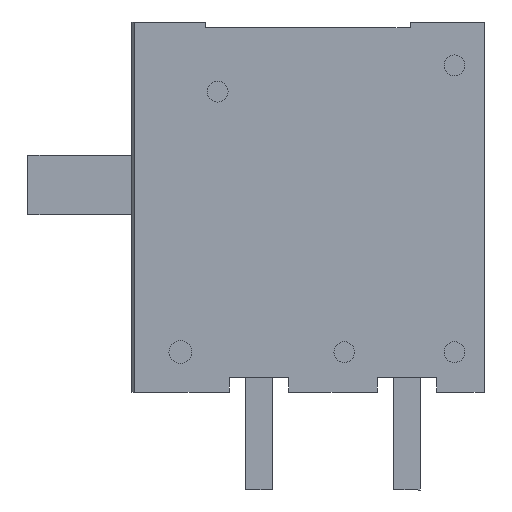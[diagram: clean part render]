
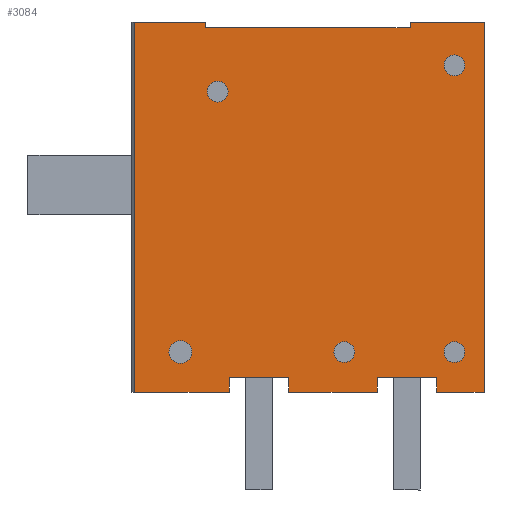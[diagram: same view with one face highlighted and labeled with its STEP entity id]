
A CAD part, front view. The second image highlights one B-rep face of the part: STEP entity #3084.
In plain terms, the highlighted planar face has unit normal (0, -1, 0).
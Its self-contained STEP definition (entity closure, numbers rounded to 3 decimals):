
#78=FACE_BOUND('',#1090,.T.);
#79=FACE_BOUND('',#1091,.T.);
#80=FACE_BOUND('',#1092,.T.);
#81=FACE_BOUND('',#1093,.T.);
#82=FACE_BOUND('',#1094,.T.);
#302=LINE('',#4864,#606);
#310=LINE('',#4889,#614);
#365=LINE('',#5058,#669);
#368=LINE('',#5063,#672);
#370=LINE('',#5067,#674);
#372=LINE('',#5071,#676);
#374=LINE('',#5075,#678);
#376=LINE('',#5079,#680);
#378=LINE('',#5083,#682);
#380=LINE('',#5087,#684);
#382=LINE('',#5090,#686);
#384=LINE('',#5094,#688);
#385=LINE('',#5097,#689);
#387=LINE('',#5101,#691);
#389=LINE('',#5105,#693);
#391=LINE('',#5108,#695);
#606=VECTOR('',#3936,10.);
#614=VECTOR('',#3956,10.);
#669=VECTOR('',#4131,10.);
#672=VECTOR('',#4136,10.);
#674=VECTOR('',#4140,10.);
#676=VECTOR('',#4144,10.);
#678=VECTOR('',#4148,10.);
#680=VECTOR('',#4152,10.);
#682=VECTOR('',#4156,10.);
#684=VECTOR('',#4160,10.);
#686=VECTOR('',#4164,10.);
#688=VECTOR('',#4168,10.);
#689=VECTOR('',#4171,10.);
#691=VECTOR('',#4175,10.);
#693=VECTOR('',#4179,10.);
#695=VECTOR('',#4183,10.);
#884=FACE_OUTER_BOUND('',#1089,.T.);
#1089=EDGE_LOOP('',(#2655,#2656,#2657,#2658,#2659,#2660,#2661,#2662,#2663,
#2664,#2665,#2666,#2667,#2668,#2669,#2670));
#1090=EDGE_LOOP('',(#2671,#2672));
#1091=EDGE_LOOP('',(#2673,#2674));
#1092=EDGE_LOOP('',(#2675,#2676));
#1093=EDGE_LOOP('',(#2677,#2678));
#1094=EDGE_LOOP('',(#2679,#2680));
#1173=CIRCLE('',#3302,0.35);
#1174=CIRCLE('',#3303,0.35);
#1177=CIRCLE('',#3308,0.35);
#1178=CIRCLE('',#3309,0.35);
#1181=CIRCLE('',#3314,0.35);
#1182=CIRCLE('',#3315,0.35);
#1185=CIRCLE('',#3320,0.386);
#1186=CIRCLE('',#3321,0.386);
#1189=CIRCLE('',#3326,0.35);
#1190=CIRCLE('',#3327,0.35);
#1413=VERTEX_POINT('',#4857);
#1416=VERTEX_POINT('',#4862);
#1427=VERTEX_POINT('',#4888);
#1428=VERTEX_POINT('',#4895);
#1429=VERTEX_POINT('',#4896);
#1432=VERTEX_POINT('',#4906);
#1433=VERTEX_POINT('',#4907);
#1436=VERTEX_POINT('',#4917);
#1437=VERTEX_POINT('',#4918);
#1440=VERTEX_POINT('',#4928);
#1441=VERTEX_POINT('',#4929);
#1444=VERTEX_POINT('',#4939);
#1445=VERTEX_POINT('',#4940);
#1480=VERTEX_POINT('',#5056);
#1481=VERTEX_POINT('',#5057);
#1482=VERTEX_POINT('',#5062);
#1483=VERTEX_POINT('',#5066);
#1484=VERTEX_POINT('',#5070);
#1485=VERTEX_POINT('',#5074);
#1486=VERTEX_POINT('',#5078);
#1487=VERTEX_POINT('',#5082);
#1488=VERTEX_POINT('',#5086);
#1489=VERTEX_POINT('',#5092);
#1490=VERTEX_POINT('',#5096);
#1491=VERTEX_POINT('',#5100);
#1492=VERTEX_POINT('',#5104);
#1781=EDGE_CURVE('',#1416,#1413,#302,.T.);
#1793=EDGE_CURVE('',#1413,#1427,#310,.T.);
#1797=EDGE_CURVE('',#1428,#1429,#1173,.T.);
#1798=EDGE_CURVE('',#1429,#1428,#1174,.T.);
#1802=EDGE_CURVE('',#1432,#1433,#1177,.T.);
#1803=EDGE_CURVE('',#1433,#1432,#1178,.T.);
#1807=EDGE_CURVE('',#1436,#1437,#1181,.T.);
#1808=EDGE_CURVE('',#1437,#1436,#1182,.T.);
#1812=EDGE_CURVE('',#1440,#1441,#1185,.T.);
#1813=EDGE_CURVE('',#1441,#1440,#1186,.T.);
#1817=EDGE_CURVE('',#1444,#1445,#1189,.T.);
#1818=EDGE_CURVE('',#1445,#1444,#1190,.T.);
#1872=EDGE_CURVE('',#1480,#1481,#365,.T.);
#1875=EDGE_CURVE('',#1482,#1480,#368,.T.);
#1877=EDGE_CURVE('',#1483,#1482,#370,.T.);
#1879=EDGE_CURVE('',#1484,#1483,#372,.T.);
#1881=EDGE_CURVE('',#1485,#1484,#374,.T.);
#1883=EDGE_CURVE('',#1486,#1485,#376,.T.);
#1885=EDGE_CURVE('',#1487,#1486,#378,.T.);
#1887=EDGE_CURVE('',#1488,#1487,#380,.T.);
#1889=EDGE_CURVE('',#1427,#1488,#382,.T.);
#1891=EDGE_CURVE('',#1489,#1416,#384,.T.);
#1892=EDGE_CURVE('',#1490,#1489,#385,.T.);
#1894=EDGE_CURVE('',#1491,#1490,#387,.T.);
#1896=EDGE_CURVE('',#1492,#1491,#389,.T.);
#1898=EDGE_CURVE('',#1481,#1492,#391,.T.);
#2655=ORIENTED_EDGE('',*,*,#1781,.F.);
#2656=ORIENTED_EDGE('',*,*,#1891,.F.);
#2657=ORIENTED_EDGE('',*,*,#1892,.F.);
#2658=ORIENTED_EDGE('',*,*,#1894,.F.);
#2659=ORIENTED_EDGE('',*,*,#1896,.F.);
#2660=ORIENTED_EDGE('',*,*,#1898,.F.);
#2661=ORIENTED_EDGE('',*,*,#1872,.F.);
#2662=ORIENTED_EDGE('',*,*,#1875,.F.);
#2663=ORIENTED_EDGE('',*,*,#1877,.F.);
#2664=ORIENTED_EDGE('',*,*,#1879,.F.);
#2665=ORIENTED_EDGE('',*,*,#1881,.F.);
#2666=ORIENTED_EDGE('',*,*,#1883,.F.);
#2667=ORIENTED_EDGE('',*,*,#1885,.F.);
#2668=ORIENTED_EDGE('',*,*,#1887,.F.);
#2669=ORIENTED_EDGE('',*,*,#1889,.F.);
#2670=ORIENTED_EDGE('',*,*,#1793,.F.);
#2671=ORIENTED_EDGE('',*,*,#1797,.T.);
#2672=ORIENTED_EDGE('',*,*,#1798,.T.);
#2673=ORIENTED_EDGE('',*,*,#1802,.T.);
#2674=ORIENTED_EDGE('',*,*,#1803,.T.);
#2675=ORIENTED_EDGE('',*,*,#1807,.T.);
#2676=ORIENTED_EDGE('',*,*,#1808,.T.);
#2677=ORIENTED_EDGE('',*,*,#1812,.T.);
#2678=ORIENTED_EDGE('',*,*,#1813,.T.);
#2679=ORIENTED_EDGE('',*,*,#1817,.T.);
#2680=ORIENTED_EDGE('',*,*,#1818,.T.);
#2913=PLANE('',#3373);
#3084=ADVANCED_FACE('',(#884,#78,#79,#80,#81,#82),#2913,.F.);
#3302=AXIS2_PLACEMENT_3D('',#4897,#3964,#3965);
#3303=AXIS2_PLACEMENT_3D('',#4898,#3966,#3967);
#3308=AXIS2_PLACEMENT_3D('',#4908,#3977,#3978);
#3309=AXIS2_PLACEMENT_3D('',#4909,#3979,#3980);
#3314=AXIS2_PLACEMENT_3D('',#4919,#3990,#3991);
#3315=AXIS2_PLACEMENT_3D('',#4920,#3992,#3993);
#3320=AXIS2_PLACEMENT_3D('',#4930,#4003,#4004);
#3321=AXIS2_PLACEMENT_3D('',#4931,#4005,#4006);
#3326=AXIS2_PLACEMENT_3D('',#4941,#4016,#4017);
#3327=AXIS2_PLACEMENT_3D('',#4942,#4018,#4019);
#3373=AXIS2_PLACEMENT_3D('',#5109,#4184,#4185);
#3936=DIRECTION('',(0.,0.,1.));
#3956=DIRECTION('',(1.,0.,0.));
#3964=DIRECTION('center_axis',(0.,1.,0.));
#3965=DIRECTION('ref_axis',(1.,0.,0.));
#3966=DIRECTION('center_axis',(0.,1.,0.));
#3967=DIRECTION('ref_axis',(1.,0.,0.));
#3977=DIRECTION('center_axis',(0.,1.,0.));
#3978=DIRECTION('ref_axis',(1.,0.,0.));
#3979=DIRECTION('center_axis',(0.,1.,0.));
#3980=DIRECTION('ref_axis',(1.,0.,0.));
#3990=DIRECTION('center_axis',(0.,1.,0.));
#3991=DIRECTION('ref_axis',(1.,0.,0.));
#3992=DIRECTION('center_axis',(0.,1.,0.));
#3993=DIRECTION('ref_axis',(1.,0.,0.));
#4003=DIRECTION('center_axis',(0.,1.,0.));
#4004=DIRECTION('ref_axis',(1.,0.,0.));
#4005=DIRECTION('center_axis',(0.,1.,0.));
#4006=DIRECTION('ref_axis',(1.,0.,0.));
#4016=DIRECTION('center_axis',(0.,1.,0.));
#4017=DIRECTION('ref_axis',(1.,0.,0.));
#4018=DIRECTION('center_axis',(0.,1.,0.));
#4019=DIRECTION('ref_axis',(1.,0.,0.));
#4131=DIRECTION('',(0.,0.,-1.));
#4136=DIRECTION('',(-1.,0.,0.));
#4140=DIRECTION('',(0.,0.,1.));
#4144=DIRECTION('',(-1.,0.,0.));
#4148=DIRECTION('',(0.,0.,-1.));
#4152=DIRECTION('',(1.,0.,0.));
#4156=DIRECTION('',(0.,0.,1.));
#4160=DIRECTION('',(1.,0.,0.));
#4164=DIRECTION('',(0.,0.,-1.));
#4168=DIRECTION('',(-1.,0.,0.));
#4171=DIRECTION('',(0.,0.,-1.));
#4175=DIRECTION('',(-1.,0.,0.));
#4179=DIRECTION('',(0.,0.,1.));
#4183=DIRECTION('',(-1.,0.,0.));
#4184=DIRECTION('center_axis',(0.,1.,0.));
#4185=DIRECTION('ref_axis',(0.,0.,1.));
#4857=CARTESIAN_POINT('',(-11.8,0.,12.5));
#4862=CARTESIAN_POINT('',(-11.8,0.,0.));
#4864=CARTESIAN_POINT('',(-11.8,0.,3.125));
#4888=CARTESIAN_POINT('',(-9.4,0.,12.5));
#4889=CARTESIAN_POINT('',(-11.9,0.,12.5));
#4895=CARTESIAN_POINT('',(-0.65,0.,1.356));
#4896=CARTESIAN_POINT('',(-1.35,0.,1.356));
#4897=CARTESIAN_POINT('Origin',(-1.,0.,1.356));
#4898=CARTESIAN_POINT('Origin',(-1.,0.,1.356));
#4906=CARTESIAN_POINT('',(-4.371,0.,1.356));
#4907=CARTESIAN_POINT('',(-5.071,0.,1.356));
#4908=CARTESIAN_POINT('Origin',(-4.721,0.,1.356));
#4909=CARTESIAN_POINT('Origin',(-4.721,0.,1.356));
#4917=CARTESIAN_POINT('',(-0.65,0.,11.039));
#4918=CARTESIAN_POINT('',(-1.35,0.,11.039));
#4919=CARTESIAN_POINT('Origin',(-1.,0.,11.039));
#4920=CARTESIAN_POINT('Origin',(-1.,0.,11.039));
#4928=CARTESIAN_POINT('',(-9.865,0.,1.356));
#4929=CARTESIAN_POINT('',(-10.638,0.,1.356));
#4930=CARTESIAN_POINT('Origin',(-10.251,0.,1.356));
#4931=CARTESIAN_POINT('Origin',(-10.251,0.,1.356));
#4939=CARTESIAN_POINT('',(-8.642,0.,10.147));
#4940=CARTESIAN_POINT('',(-9.342,0.,10.147));
#4941=CARTESIAN_POINT('Origin',(-8.992,0.,10.147));
#4942=CARTESIAN_POINT('Origin',(-8.992,0.,10.147));
#5056=CARTESIAN_POINT('',(-3.6,0.,0.5));
#5057=CARTESIAN_POINT('',(-3.6,0.,0.));
#5058=CARTESIAN_POINT('',(-3.6,0.,0.5));
#5062=CARTESIAN_POINT('',(-1.6,0.,0.5));
#5063=CARTESIAN_POINT('',(-1.6,0.,0.5));
#5066=CARTESIAN_POINT('',(-1.6,0.,0.));
#5067=CARTESIAN_POINT('',(-1.6,0.,0.));
#5070=CARTESIAN_POINT('',(0.,0.,0.));
#5071=CARTESIAN_POINT('',(0.,0.,0.));
#5074=CARTESIAN_POINT('',(0.,0.,12.5));
#5075=CARTESIAN_POINT('',(0.,0.,12.5));
#5078=CARTESIAN_POINT('',(-2.5,0.,12.5));
#5079=CARTESIAN_POINT('',(-2.5,0.,12.5));
#5082=CARTESIAN_POINT('',(-2.5,0.,12.3));
#5083=CARTESIAN_POINT('',(-2.5,0.,12.3));
#5086=CARTESIAN_POINT('',(-9.4,0.,12.3));
#5087=CARTESIAN_POINT('',(-9.4,0.,12.3));
#5090=CARTESIAN_POINT('',(-9.4,0.,12.5));
#5092=CARTESIAN_POINT('',(-8.6,0.,0.));
#5094=CARTESIAN_POINT('',(-8.6,0.,0.));
#5096=CARTESIAN_POINT('',(-8.6,0.,0.5));
#5097=CARTESIAN_POINT('',(-8.6,0.,0.5));
#5100=CARTESIAN_POINT('',(-6.6,0.,0.5));
#5101=CARTESIAN_POINT('',(-6.6,0.,0.5));
#5104=CARTESIAN_POINT('',(-6.6,0.,0.));
#5105=CARTESIAN_POINT('',(-6.6,0.,0.));
#5108=CARTESIAN_POINT('',(-3.6,0.,0.));
#5109=CARTESIAN_POINT('Origin',(-5.95,0.,6.25));
